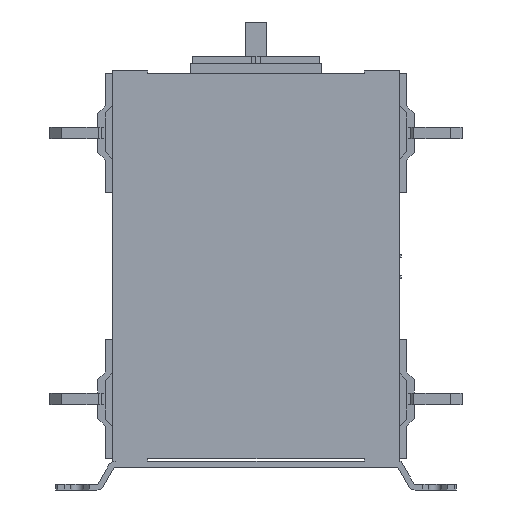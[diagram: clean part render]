
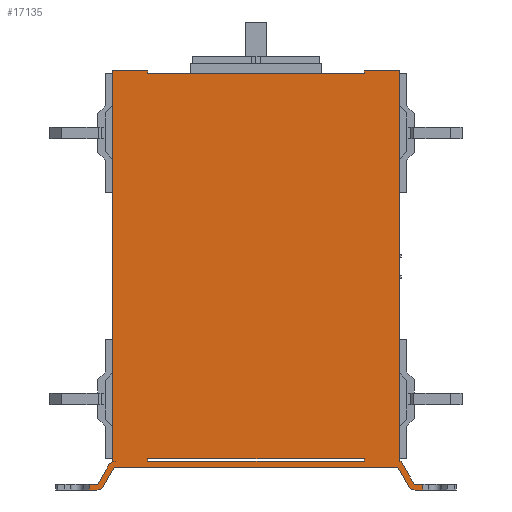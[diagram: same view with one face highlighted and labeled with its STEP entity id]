
A CAD part, left-side view. The second image highlights one B-rep face of the part: STEP entity #17135.
In plain terms, the highlighted planar face has unit normal (-1, 0, 0).
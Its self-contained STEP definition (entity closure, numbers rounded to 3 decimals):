
#181=DIRECTION('',(0.,-1.,0.));
#182=VECTOR('',#181,1.391);
#183=CARTESIAN_POINT('',(-274.101,-78.187,
-143.521));
#184=LINE('',#183,#182);
#202=DIRECTION('',(0.,-1.,0.));
#203=VECTOR('',#202,151.);
#204=CARTESIAN_POINT('',(-274.101,97.313,-143.521));
#205=LINE('',#204,#203);
#271=DIRECTION('',(0.,1.,0.));
#272=VECTOR('',#271,198.156);
#273=CARTESIAN_POINT('',(-274.101,-77.266,
-147.521));
#274=LINE('',#273,#272);
#313=DIRECTION('',(0.,-1.,0.));
#314=VECTOR('',#313,151.);
#315=CARTESIAN_POINT('',(-274.101,97.313,-141.521));
#316=LINE('',#315,#314);
#317=DIRECTION('',(0.,0.,1.));
#318=VECTOR('',#317,2.);
#319=CARTESIAN_POINT('',(-274.101,97.313,-143.521));
#320=LINE('',#319,#318);
#321=CARTESIAN_POINT('',(-274.101,120.313,-148.521));
#322=DIRECTION('',(-1.,0.,0.));
#323=DIRECTION('',(0.,0.,1.));
#324=AXIS2_PLACEMENT_3D('',#321,#322,#323);
#326=DIRECTION('',(0.,0.,-1.));
#327=VECTOR('',#326,273.);
#328=CARTESIAN_POINT('',(-274.101,121.813,129.479));
#329=LINE('',#328,#327);
#330=DIRECTION('',(0.,1.,0.));
#331=VECTOR('',#330,24.5);
#332=CARTESIAN_POINT('',(-274.101,97.313,129.479));
#333=LINE('',#332,#331);
#334=DIRECTION('',(0.,1.,0.));
#335=VECTOR('',#334,151.);
#336=CARTESIAN_POINT('',(-274.101,-53.687,127.479));
#337=LINE('',#336,#335);
#338=DIRECTION('',(0.,0.,-1.));
#339=VECTOR('',#338,2.);
#340=CARTESIAN_POINT('',(-274.101,-53.687,129.479));
#341=LINE('',#340,#339);
#342=DIRECTION('',(0.,0.,1.));
#343=VECTOR('',#342,273.);
#344=CARTESIAN_POINT('',(-274.101,-78.187,
-143.521));
#345=LINE('',#344,#343);
#346=DIRECTION('',(0.,0.499,0.867));
#347=VECTOR('',#346,18.462);
#348=CARTESIAN_POINT('',(-274.101,-88.789,
-159.521));
#349=LINE('',#348,#347);
#350=DIRECTION('',(0.,1.,0.));
#351=VECTOR('',#350,5.898);
#352=CARTESIAN_POINT('',(-274.101,-94.687,
-159.521));
#353=LINE('',#352,#351);
#354=DIRECTION('',(0.,-1.,0.));
#355=VECTOR('',#354,5.32);
#356=CARTESIAN_POINT('',(-274.101,-89.367,
-163.521));
#357=LINE('',#356,#355);
#358=CARTESIAN_POINT('',(-274.101,-89.367,
-158.521));
#359=DIRECTION('',(-1.,0.,0.));
#360=DIRECTION('',(0.,0.866,-0.5));
#361=AXIS2_PLACEMENT_3D('',#358,#359,#360);
#363=DIRECTION('',(0.,-0.499,-0.867));
#364=VECTOR('',#363,15.573);
#365=CARTESIAN_POINT('',(-274.101,-77.266,
-147.521));
#366=LINE('',#365,#364);
#367=DIRECTION('',(0.,-0.499,0.867));
#368=VECTOR('',#367,15.573);
#369=CARTESIAN_POINT('',(-274.101,128.66,-161.018));
#370=LINE('',#369,#368);
#371=CARTESIAN_POINT('',(-274.101,132.993,-158.521));
#372=DIRECTION('',(-1.,0.,0.));
#373=DIRECTION('',(0.,0.,-1.));
#374=AXIS2_PLACEMENT_3D('',#371,#372,#373);
#376=DIRECTION('',(0.,0.499,-0.867));
#377=VECTOR('',#376,15.573);
#378=CARTESIAN_POINT('',(-274.101,124.645,-146.025));
#379=LINE('',#378,#377);
#384=DIRECTION('',(0.,0.,1.));
#385=VECTOR('',#384,2.);
#386=CARTESIAN_POINT('',(-274.101,-53.687,
-143.521));
#387=LINE('',#386,#385);
#1644=DIRECTION('',(0.,1.,0.));
#1645=VECTOR('',#1644,1.5);
#1646=CARTESIAN_POINT('',(-274.101,120.313,
-143.521));
#1647=LINE('',#1646,#1645);
#1724=DIRECTION('',(0.,0.,-1.));
#1725=VECTOR('',#1724,4.);
#1726=CARTESIAN_POINT('',(-274.101,-94.687,
-159.521));
#1727=LINE('',#1726,#1725);
#1829=DIRECTION('',(0.,-1.,0.));
#1830=VECTOR('',#1829,5.898);
#1831=CARTESIAN_POINT('',(-274.101,138.313,
-159.521));
#1832=LINE('',#1831,#1830);
#1878=DIRECTION('',(0.,0.,1.));
#1879=VECTOR('',#1878,4.);
#1880=CARTESIAN_POINT('',(-274.101,138.313,
-163.521));
#1881=LINE('',#1880,#1879);
#1919=DIRECTION('',(0.,1.,0.));
#1920=VECTOR('',#1919,5.32);
#1921=CARTESIAN_POINT('',(-274.101,132.993,
-163.521));
#1922=LINE('',#1921,#1920);
#3963=DIRECTION('',(0.,0.,-1.));
#3964=VECTOR('',#3963,2.);
#3965=CARTESIAN_POINT('',(-274.101,97.313,129.479));
#3966=LINE('',#3965,#3964);
#6305=DIRECTION('',(0.,-1.,0.));
#6306=VECTOR('',#6305,24.5);
#6307=CARTESIAN_POINT('',(-274.101,-53.687,
129.479));
#6308=LINE('',#6307,#6306);
#12966=CARTESIAN_POINT('',(-274.101,132.993,
-163.521));
#12968=VERTEX_POINT('',#12966);
#12970=CARTESIAN_POINT('',(-274.101,138.313,
-159.521));
#12971=VERTEX_POINT('',#12970);
#12973=CARTESIAN_POINT('',(-274.101,124.645,
-146.025));
#12975=VERTEX_POINT('',#12973);
#12992=CARTESIAN_POINT('',(-274.101,-85.037,
-161.021));
#12993=CARTESIAN_POINT('',(-274.101,-89.367,
-163.521));
#12994=VERTEX_POINT('',#12992);
#12995=VERTEX_POINT('',#12993);
#13004=CARTESIAN_POINT('',(-274.101,128.66,
-161.018));
#13005=CARTESIAN_POINT('',(-274.101,120.891,
-147.521));
#13006=VERTEX_POINT('',#13004);
#13007=VERTEX_POINT('',#13005);
#13008=CARTESIAN_POINT('',(-274.101,-94.687,
-159.521));
#13009=CARTESIAN_POINT('',(-274.101,-94.687,
-163.521));
#13010=VERTEX_POINT('',#13008);
#13011=VERTEX_POINT('',#13009);
#13016=CARTESIAN_POINT('',(-274.101,-77.266,
-147.521));
#13017=VERTEX_POINT('',#13016);
#13018=CARTESIAN_POINT('',(-274.101,132.414,
-159.521));
#13019=VERTEX_POINT('',#13018);
#13026=CARTESIAN_POINT('',(-274.101,138.313,
-163.521));
#13027=VERTEX_POINT('',#13026);
#13032=CARTESIAN_POINT('',(-274.101,-88.789,
-159.521));
#13033=VERTEX_POINT('',#13032);
#13034=CARTESIAN_POINT('',(-274.101,-79.578,
-143.521));
#13035=VERTEX_POINT('',#13034);
#14168=CARTESIAN_POINT('',(-274.101,-78.187,
129.479));
#14170=VERTEX_POINT('',#14168);
#14332=CARTESIAN_POINT('',(-274.101,97.313,
129.479));
#14334=VERTEX_POINT('',#14332);
#14701=CARTESIAN_POINT('',(-274.101,121.813,
129.479));
#14702=VERTEX_POINT('',#14701);
#14704=CARTESIAN_POINT('',(-274.101,-53.687,
129.479));
#14706=VERTEX_POINT('',#14704);
#14735=CARTESIAN_POINT('',(-274.101,97.313,
127.479));
#14736=VERTEX_POINT('',#14735);
#14781=CARTESIAN_POINT('',(-274.101,-53.687,
127.479));
#14782=VERTEX_POINT('',#14781);
#15891=CARTESIAN_POINT('',(-274.101,-53.687,
-141.521));
#15892=VERTEX_POINT('',#15891);
#16123=CARTESIAN_POINT('',(-274.101,121.813,
-143.521));
#16125=VERTEX_POINT('',#16123);
#16211=CARTESIAN_POINT('',(-274.101,97.313,
-141.521));
#16212=VERTEX_POINT('',#16211);
#16675=CARTESIAN_POINT('',(-274.101,-53.687,
-143.521));
#16677=VERTEX_POINT('',#16675);
#16686=CARTESIAN_POINT('',(-274.101,-78.187,
-143.521));
#16688=VERTEX_POINT('',#16686);
#16709=CARTESIAN_POINT('',(-274.101,97.313,
-143.521));
#16710=VERTEX_POINT('',#16709);
#16713=CARTESIAN_POINT('',(-274.101,120.313,
-143.521));
#16714=VERTEX_POINT('',#16713);
#17075=CARTESIAN_POINT('',(-274.101,21.813,
-147.521));
#17076=DIRECTION('',(-1.,0.,0.));
#17077=DIRECTION('',(0.,0.,-1.));
#17078=AXIS2_PLACEMENT_3D('',#17075,#17076,#17077);
#17079=PLANE('',#17078);
#17081=ORIENTED_EDGE('',*,*,#17080,.F.);
#17083=ORIENTED_EDGE('',*,*,#17082,.T.);
#17085=ORIENTED_EDGE('',*,*,#17084,.F.);
#17087=ORIENTED_EDGE('',*,*,#17086,.F.);
#17089=ORIENTED_EDGE('',*,*,#17088,.T.);
#17091=ORIENTED_EDGE('',*,*,#17090,.F.);
#17093=ORIENTED_EDGE('',*,*,#17092,.F.);
#17095=ORIENTED_EDGE('',*,*,#17094,.T.);
#17097=ORIENTED_EDGE('',*,*,#17096,.F.);
#17098=ORIENTED_EDGE('',*,*,#16942,.T.);
#17100=ORIENTED_EDGE('',*,*,#17099,.F.);
#17102=ORIENTED_EDGE('',*,*,#17101,.F.);
#17104=ORIENTED_EDGE('',*,*,#17103,.T.);
#17106=ORIENTED_EDGE('',*,*,#17105,.F.);
#17108=ORIENTED_EDGE('',*,*,#17107,.F.);
#17110=ORIENTED_EDGE('',*,*,#17109,.F.);
#17111=ORIENTED_EDGE('',*,*,#17050,.T.);
#17113=ORIENTED_EDGE('',*,*,#17112,.F.);
#17115=ORIENTED_EDGE('',*,*,#17114,.F.);
#17117=ORIENTED_EDGE('',*,*,#17116,.T.);
#17119=ORIENTED_EDGE('',*,*,#17118,.T.);
#17121=ORIENTED_EDGE('',*,*,#17120,.T.);
#17123=ORIENTED_EDGE('',*,*,#17122,.F.);
#17124=EDGE_LOOP('',(#17081,#17083,#17085,#17087,#17089,#17091,#17093,#17095,
#17097,#17098,#17100,#17102,#17104,#17106,#17108,#17110,#17111,#17113,#17115,
#17117,#17119,#17121,#17123));
#17125=FACE_OUTER_BOUND('',#17124,.F.);
#17126=ORIENTED_EDGE('',*,*,#16952,.T.);
#17128=ORIENTED_EDGE('',*,*,#17127,.T.);
#17130=ORIENTED_EDGE('',*,*,#17129,.F.);
#17132=ORIENTED_EDGE('',*,*,#17131,.F.);
#17133=EDGE_LOOP('',(#17126,#17128,#17130,#17132));
#17134=FACE_BOUND('',#17133,.F.);
#325=CIRCLE('',#324,5.);
#362=CIRCLE('',#361,5.);
#375=CIRCLE('',#374,5.);
#16942=EDGE_CURVE('',#16688,#13035,#184,.T.);
#16952=EDGE_CURVE('',#16710,#16677,#205,.T.);
#17050=EDGE_CURVE('',#13017,#13007,#274,.T.);
#17080=EDGE_CURVE('',#16714,#12975,#325,.T.);
#17082=EDGE_CURVE('',#16714,#16125,#1647,.T.);
#17084=EDGE_CURVE('',#14702,#16125,#329,.T.);
#17086=EDGE_CURVE('',#14334,#14702,#333,.T.);
#17088=EDGE_CURVE('',#14334,#14736,#3966,.T.);
#17090=EDGE_CURVE('',#14782,#14736,#337,.T.);
#17092=EDGE_CURVE('',#14706,#14782,#341,.T.);
#17094=EDGE_CURVE('',#14706,#14170,#6308,.T.);
#17096=EDGE_CURVE('',#16688,#14170,#345,.T.);
#17099=EDGE_CURVE('',#13033,#13035,#349,.T.);
#17101=EDGE_CURVE('',#13010,#13033,#353,.T.);
#17103=EDGE_CURVE('',#13010,#13011,#1727,.T.);
#17105=EDGE_CURVE('',#12995,#13011,#357,.T.);
#17107=EDGE_CURVE('',#12994,#12995,#362,.T.);
#17109=EDGE_CURVE('',#13017,#12994,#366,.T.);
#17112=EDGE_CURVE('',#13006,#13007,#370,.T.);
#17114=EDGE_CURVE('',#12968,#13006,#375,.T.);
#17116=EDGE_CURVE('',#12968,#13027,#1922,.T.);
#17118=EDGE_CURVE('',#13027,#12971,#1881,.T.);
#17120=EDGE_CURVE('',#12971,#13019,#1832,.T.);
#17122=EDGE_CURVE('',#12975,#13019,#379,.T.);
#17127=EDGE_CURVE('',#16677,#15892,#387,.T.);
#17129=EDGE_CURVE('',#16212,#15892,#316,.T.);
#17131=EDGE_CURVE('',#16710,#16212,#320,.T.);
#17135=ADVANCED_FACE('',(#17125,#17134),#17079,.T.);
